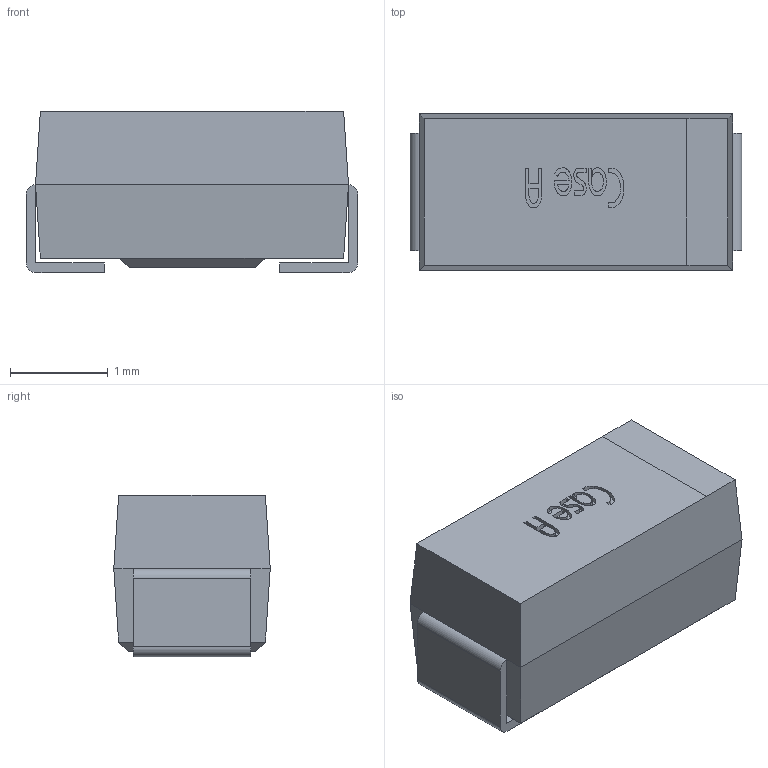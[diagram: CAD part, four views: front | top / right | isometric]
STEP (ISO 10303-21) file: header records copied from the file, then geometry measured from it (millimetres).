
FILE_DESCRIPTION(('FreeCAD Model'),'2;1');
FILE_NAME('User Library-Tantalum Capacitor Case A_Tantalum case A part1_sp.step','2017-06-13T21:53:01',('kicad StepUp'),('ksu MCAD' ),'Open CASCADE STEP processor 6.8','FreeCAD','Unknown');
FILE_SCHEMA(('AUTOMOTIVE_DESIGN_CC2 { 1 2 10303 214 -1 1 5 4 }'));
Length unit declared in the file: millimetre
Products named in the file (2): ASSEMBLY; User_Library-Tantalum_Capacitor_Case_A_Tantalum_case_A_part1_sp
Assembly tree (1 placements, depth 2):
  ASSEMBLY
    User_Library-Tantalum_Capacitor_Case_A_Tantalum_case_A_part1_sp
Bounding box: 3.39 x 1.6 x 1.65 mm (x, y, z)
Volume: 7.9 mm3; surface area: 32.6 mm2
Topology: 3 solids, 3 shells, 118 faces, 311 edges, 206 vertices
Faces by surface type: plane 70, bspline 44, cylinder 4
Entity records: 6161 total; most frequent: CARTESIAN_POINT 2681, ORIENTED_EDGE 622, DIRECTION 383, EDGE_CURVE 311, LINE 215, VECTOR 215, VERTEX_POINT 206, FACE_BOUND 125
